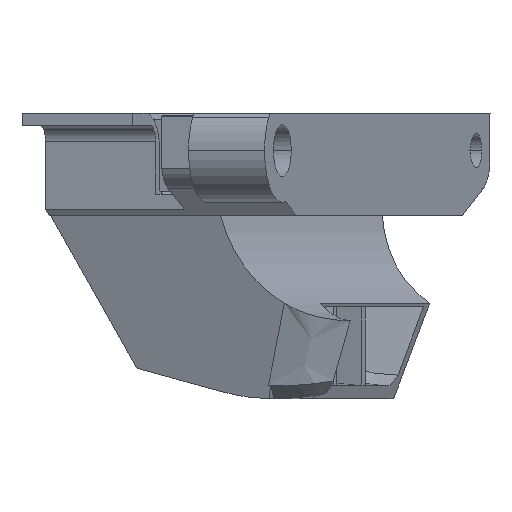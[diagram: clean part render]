
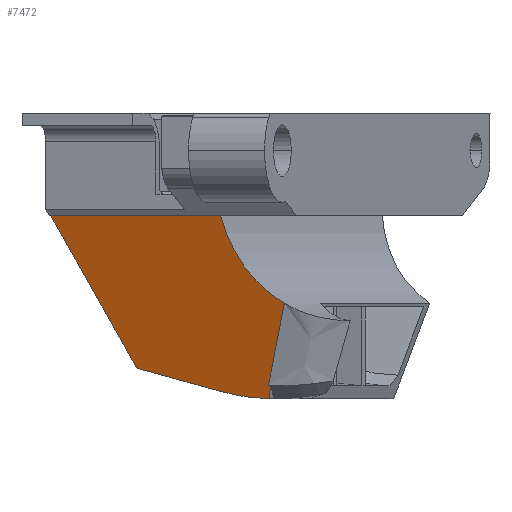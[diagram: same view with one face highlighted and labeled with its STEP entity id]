
A CAD part, front view. The second image highlights one B-rep face of the part: STEP entity #7472.
In plain terms, the highlighted planar face has unit normal (-0.337, -0.925, -0.174).
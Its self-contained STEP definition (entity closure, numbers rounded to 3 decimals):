
#82 = EDGE_CURVE ( 'NONE', #4658, #4191, #7799, .T. ) ;
#94 = CARTESIAN_POINT ( 'NONE',  ( 10.181, -19.649, 1.55 ) ) ;
#208 = PLANE ( 'NONE',  #8244 ) ;
#217 = EDGE_CURVE ( 'NONE', #4540, #2507, #824, .T. ) ;
#292 = EDGE_CURVE ( 'NONE', #5832, #7952, #1761, .T. ) ;
#416 = CARTESIAN_POINT ( 'NONE',  ( 10.792, -20.656, 5.765 ) ) ;
#425 = CARTESIAN_POINT ( 'NONE',  ( -3.284, -16.874, 12.875 ) ) ;
#617 = VERTEX_POINT ( 'NONE', #6547 ) ;
#764 = DIRECTION ( 'NONE',  ( 0.11, -0.222, 0.969 ) ) ;
#824 = LINE ( 'NONE', #7263, #2147 ) ;
#848 = CARTESIAN_POINT ( 'NONE',  ( 10.181, -19.649, 1.55 ) ) ;
#943 = EDGE_CURVE ( 'NONE', #617, #4540, #7477, .T. ) ;
#1100 = CARTESIAN_POINT ( 'NONE',  ( 9.131, -20.598, 8.637 ) ) ;
#1161 = ORIENTED_EDGE ( 'NONE', *, *, #6273, .T. ) ;
#1207 = CARTESIAN_POINT ( 'NONE',  ( 10.47, -20.223, 4.081 ) ) ;
#1363 = ORIENTED_EDGE ( 'NONE', *, *, #7538, .T. ) ;
#1409 = CARTESIAN_POINT ( 'NONE',  ( 10.144, -19.791, 2.387 ) ) ;
#1713 = DIRECTION ( 'NONE',  ( 0.492, -0.016, -0.871 ) ) ;
#1761 = LINE ( 'NONE', #4322, #3358 ) ;
#1927 = LINE ( 'NONE', #2563, #7785 ) ;
#2068 = CARTESIAN_POINT ( 'NONE',  ( 2.02, -17.03, 3.422 ) ) ;
#2095 = ORIENTED_EDGE ( 'NONE', *, *, #943, .T. ) ;
#2147 = VECTOR ( 'NONE', #7802, 1000. ) ;
#2227 = CARTESIAN_POINT ( 'NONE',  ( 4.572, -18.74, 7.581 ) ) ;
#2315 = CARTESIAN_POINT ( 'NONE',  ( 10.144, -19.791, 2.387 ) ) ;
#2316 = DIRECTION ( 'NONE',  ( -0.337, -0.925, -0.174 ) ) ;
#2462 = VERTEX_POINT ( 'NONE', #848 ) ;
#2507 = VERTEX_POINT ( 'NONE', #3088 ) ;
#2563 = CARTESIAN_POINT ( 'NONE',  ( 10.733, -20.764, 6.419 ) ) ;
#2653 = CARTESIAN_POINT ( 'NONE',  ( 7.304, -18.681, 1.969 ) ) ;
#2800 = VERTEX_POINT ( 'NONE', #425 ) ;
#2833 = ORIENTED_EDGE ( 'NONE', *, *, #8060, .F. ) ;
#2861 = DIRECTION ( 'NONE',  ( -0.935, 0.306, 0.182 ) ) ;
#2871 = CARTESIAN_POINT ( 'NONE',  ( 11.114, -21.093, 7.447 ) ) ;
#3088 = CARTESIAN_POINT ( 'NONE',  ( 7.304, -18.681, 1.969 ) ) ;
#3258 = EDGE_CURVE ( 'NONE', #4191, #2800, #6512, .T. ) ;
#3358 = VECTOR ( 'NONE', #2861, 1000. ) ;
#3410 = CARTESIAN_POINT ( 'NONE',  ( 11.114, -21.093, 7.447 ) ) ;
#3444 = B_SPLINE_CURVE_WITH_KNOTS ( 'NONE', 3,
 ( #8045, #416, #1207, #2315 ),
 .UNSPECIFIED., .F., .F.,
 ( 4, 4 ),
 ( 0., 0.995 ),
 .UNSPECIFIED. ) ;
#3459 = ORIENTED_EDGE ( 'NONE', *, *, #217, .T. ) ;
#3884 = ORIENTED_EDGE ( 'NONE', *, *, #292, .T. ) ;
#3925 = CARTESIAN_POINT ( 'NONE',  ( -2.977, -16.986, 12.875 ) ) ;
#4191 = VERTEX_POINT ( 'NONE', #5591 ) ;
#4322 = CARTESIAN_POINT ( 'NONE',  ( 4.096, -17.814, 3.573 ) ) ;
#4540 = VERTEX_POINT ( 'NONE', #2068 ) ;
#4658 = VERTEX_POINT ( 'NONE', #3410 ) ;
#5093 =( BOUNDED_CURVE ( )  B_SPLINE_CURVE ( 3, ( #94, #7811, #7035, #2653 ),
 .UNSPECIFIED., .F., .T. ) 
 B_SPLINE_CURVE_WITH_KNOTS ( ( 4, 4 ),
 ( 0., 1. ),
 .UNSPECIFIED. ) 
 CURVE ( )  GEOMETRIC_REPRESENTATION_ITEM ( )  RATIONAL_B_SPLINE_CURVE ( ( 1., 0.995, 0.995, 1. ) ) 
 REPRESENTATION_ITEM ( '' )  );
#5139 = VECTOR ( 'NONE', #7838, 1000. ) ;
#5591 = CARTESIAN_POINT ( 'NONE',  ( 7.185, -20.685, 12.875 ) ) ;
#5832 = VERTEX_POINT ( 'NONE', #7955 ) ;
#5980 = DIRECTION ( 'NONE',  ( -0.351, 0.295, -0.889 ) ) ;
#6243 = CARTESIAN_POINT ( 'NONE',  ( 7.738, -20.452, 10.561 ) ) ;
#6273 = EDGE_CURVE ( 'NONE', #2800, #617, #7154, .T. ) ;
#6409 = DIRECTION ( 'NONE',  ( -0.94, 0.342, 0. ) ) ;
#6512 = LINE ( 'NONE', #7216, #5139 ) ;
#6527 = ORIENTED_EDGE ( 'NONE', *, *, #82, .T. ) ;
#6547 = CARTESIAN_POINT ( 'NONE',  ( -3.32, -16.861, 12.875 ) ) ;
#6660 = EDGE_CURVE ( 'NONE', #4658, #7952, #3444, .T. ) ;
#6816 = VECTOR ( 'NONE', #1713, 1000. ) ;
#6895 = CARTESIAN_POINT ( 'NONE',  ( 7.185, -20.685, 12.875 ) ) ;
#6944 = ORIENTED_EDGE ( 'NONE', *, *, #3258, .T. ) ;
#7035 = CARTESIAN_POINT ( 'NONE',  ( 8.253, -18.977, 1.708 ) ) ;
#7154 = LINE ( 'NONE', #3925, #7712 ) ;
#7183 = ORIENTED_EDGE ( 'NONE', *, *, #6660, .F. ) ;
#7216 = CARTESIAN_POINT ( 'NONE',  ( 53.585, -37.575, 12.875 ) ) ;
#7263 = CARTESIAN_POINT ( 'NONE',  ( 2.624, -17.219, 3.256 ) ) ;
#7268 = FACE_OUTER_BOUND ( 'NONE', #7659, .T. ) ;
#7385 = CARTESIAN_POINT ( 'NONE',  ( -2.089, -16.9, 10.696 ) ) ;
#7472 = ADVANCED_FACE ( 'NONE', ( #7268 ), #208, .T. ) ;
#7477 = LINE ( 'NONE', #7385, #6816 ) ;
#7538 = EDGE_CURVE ( 'NONE', #2462, #5832, #1927, .T. ) ;
#7659 = EDGE_LOOP ( 'NONE', ( #7183, #6527, #6944, #1161, #2095, #3459, #2833, #1363, #3884 ) ) ;
#7712 = VECTOR ( 'NONE', #6409, 1000. ) ;
#7785 = VECTOR ( 'NONE', #764, 1000. ) ;
#7799 =( BOUNDED_CURVE ( )  B_SPLINE_CURVE ( 3, ( #2871, #1100, #6243, #6895 ),
 .UNSPECIFIED., .F., .T. ) 
 B_SPLINE_CURVE_WITH_KNOTS ( ( 4, 4 ),
 ( 3.671, 4.524 ),
 .UNSPECIFIED. ) 
 CURVE ( )  GEOMETRIC_REPRESENTATION_ITEM ( )  RATIONAL_B_SPLINE_CURVE ( ( 1., 0.94, 0.94, 1. ) ) 
 REPRESENTATION_ITEM ( '' )  );
#7802 = DIRECTION ( 'NONE',  ( 0.923, -0.288, -0.254 ) ) ;
#7811 = CARTESIAN_POINT ( 'NONE',  ( 9.216, -19.301, 1.568 ) ) ;
#7838 = DIRECTION ( 'NONE',  ( -0.94, 0.342, 0. ) ) ;
#7952 = VERTEX_POINT ( 'NONE', #1409 ) ;
#7955 = CARTESIAN_POINT ( 'NONE',  ( 10.275, -19.837, 2.373 ) ) ;
#8045 = CARTESIAN_POINT ( 'NONE',  ( 11.114, -21.093, 7.447 ) ) ;
#8060 = EDGE_CURVE ( 'NONE', #2462, #2507, #5093, .T. ) ;
#8244 = AXIS2_PLACEMENT_3D ( 'NONE', #2227, #2316, #5980 ) ;
